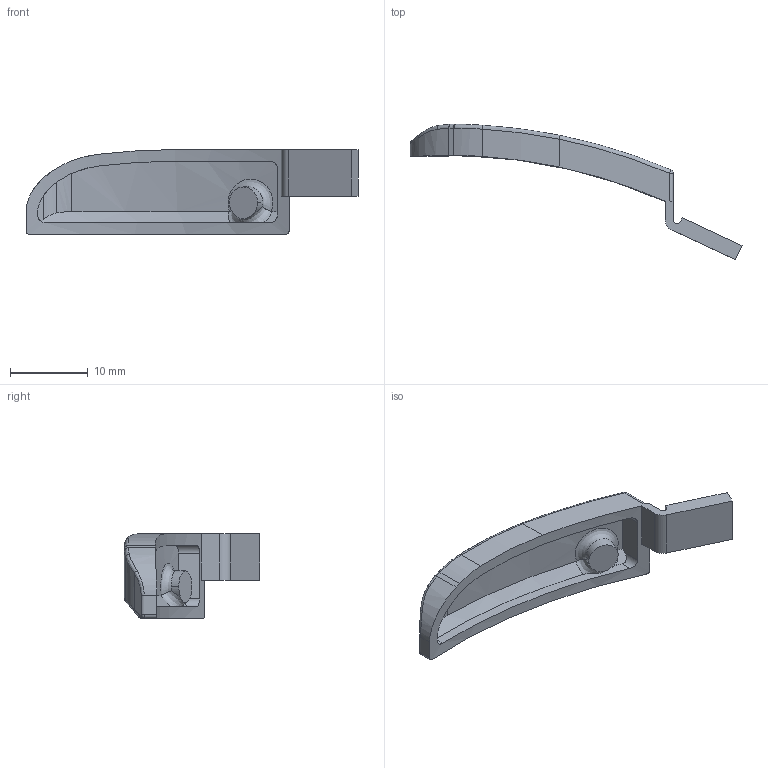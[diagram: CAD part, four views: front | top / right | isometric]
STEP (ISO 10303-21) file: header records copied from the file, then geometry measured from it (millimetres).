
FILE_DESCRIPTION (( 'STEP AP214' ), '1' );
FILE_NAME ('LHS Shoulder Button.STEP', '2024-11-29T00:46:53', ( '' ), ( '' ), 'SwSTEP 2.0', 'SolidWorks 2022', '' );
FILE_SCHEMA (( 'AUTOMOTIVE_DESIGN' ));
Length unit declared in the file: millimetre
Products named in the file (1): LHS Shoulder Button
Bounding box: 42.63 x 17.4 x 10.9 mm (x, y, z)
Volume: 926.3 mm3; surface area: 1355.4 mm2
Topology: 1 solids, 1 shells, 71 faces, 182 edges, 112 vertices
Faces by surface type: cylinder 21, bspline 21, plane 18, sphere 5, cone 3, torus 3
Entity records: 2907 total; most frequent: CARTESIAN_POINT 1344, ORIENTED_EDGE 360, DIRECTION 260, EDGE_CURVE 180, VERTEX_POINT 112, AXIS2_PLACEMENT_3D 98, EDGE_LOOP 72, FACE_OUTER_BOUND 71
